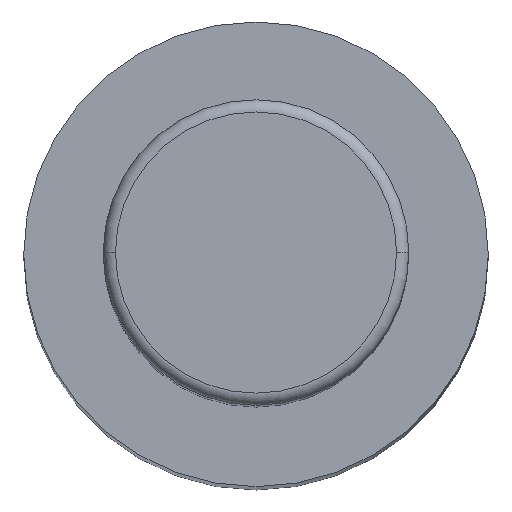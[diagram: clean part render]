
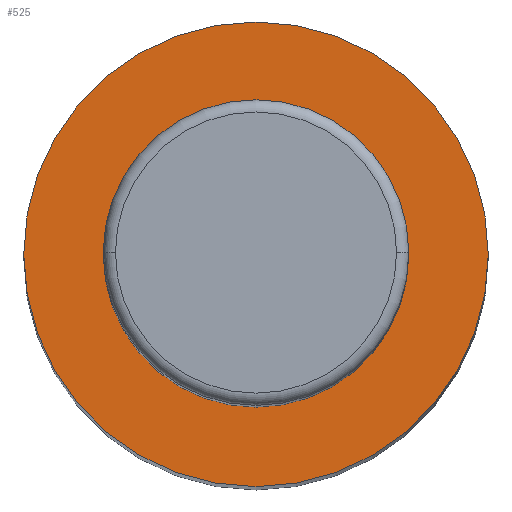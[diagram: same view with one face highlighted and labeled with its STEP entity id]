
A CAD part, top view. The second image highlights one B-rep face of the part: STEP entity #525.
In plain terms, the highlighted planar face has unit normal (0, 0, 1).
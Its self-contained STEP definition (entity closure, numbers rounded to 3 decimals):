
#28 = CARTESIAN_POINT ( 'NONE',  ( 0., 0., 158. ) ) ;
#44 = DIRECTION ( 'NONE',  ( 0., 0., 1. ) ) ;
#50 = EDGE_LOOP ( 'NONE', ( #56, #895 ) ) ;
#55 = CARTESIAN_POINT ( 'NONE',  ( 0., 0., 158. ) ) ;
#56 = ORIENTED_EDGE ( 'NONE', *, *, #278, .T. ) ;
#100 = DIRECTION ( 'NONE',  ( -1., 0., 0. ) ) ;
#130 = DIRECTION ( 'NONE',  ( -1., 0., 0. ) ) ;
#146 = CIRCLE ( 'NONE', #431, 19. ) ;
#164 = CIRCLE ( 'NONE', #677, 12.5 ) ;
#206 = VERTEX_POINT ( 'NONE', #656 ) ;
#257 = ORIENTED_EDGE ( 'NONE', *, *, #608, .F. ) ;
#278 = EDGE_CURVE ( 'NONE', #537, #206, #500, .T. ) ;
#357 = CIRCLE ( 'NONE', #726, 19. ) ;
#359 = DIRECTION ( 'NONE',  ( 0., 0., -1. ) ) ;
#379 = FACE_BOUND ( 'NONE', #50, .T. ) ;
#400 = CARTESIAN_POINT ( 'NONE',  ( 0., 0., 158. ) ) ;
#409 = ORIENTED_EDGE ( 'NONE', *, *, #976, .F. ) ;
#431 = AXIS2_PLACEMENT_3D ( 'NONE', #28, #541, #100 ) ;
#471 = EDGE_LOOP ( 'NONE', ( #409, #257 ) ) ;
#472 = FACE_OUTER_BOUND ( 'NONE', #471, .T. ) ;
#475 = DIRECTION ( 'NONE',  ( -1., 0., 0. ) ) ;
#500 = CIRCLE ( 'NONE', #955, 12.5 ) ;
#525 = ADVANCED_FACE ( 'NONE', ( #379, #472 ), #782, .T. ) ;
#537 = VERTEX_POINT ( 'NONE', #870 ) ;
#541 = DIRECTION ( 'NONE',  ( 0., 0., -1. ) ) ;
#561 = DIRECTION ( 'NONE',  ( 1., 0., 0. ) ) ;
#573 = DIRECTION ( 'NONE',  ( 0., 0., -1. ) ) ;
#608 = EDGE_CURVE ( 'NONE', #873, #783, #357, .T. ) ;
#644 = EDGE_CURVE ( 'NONE', #206, #537, #164, .T. ) ;
#656 = CARTESIAN_POINT ( 'NONE',  ( 12.5, 0., 158. ) ) ;
#677 = AXIS2_PLACEMENT_3D ( 'NONE', #55, #573, #130 ) ;
#701 = CARTESIAN_POINT ( 'NONE',  ( -12.5, 0., 158. ) ) ;
#726 = AXIS2_PLACEMENT_3D ( 'NONE', #787, #359, #876 ) ;
#744 = AXIS2_PLACEMENT_3D ( 'NONE', #701, #44, #561 ) ;
#782 = PLANE ( 'NONE',  #744 ) ;
#783 = VERTEX_POINT ( 'NONE', #899 ) ;
#787 = CARTESIAN_POINT ( 'NONE',  ( 0., 0., 158. ) ) ;
#826 = CARTESIAN_POINT ( 'NONE',  ( 19., 0., 158. ) ) ;
#870 = CARTESIAN_POINT ( 'NONE',  ( -12.5, 0., 158. ) ) ;
#873 = VERTEX_POINT ( 'NONE', #826 ) ;
#876 = DIRECTION ( 'NONE',  ( -1., 0., 0. ) ) ;
#895 = ORIENTED_EDGE ( 'NONE', *, *, #644, .T. ) ;
#899 = CARTESIAN_POINT ( 'NONE',  ( -19., 0., 158. ) ) ;
#919 = DIRECTION ( 'NONE',  ( 0., 0., -1. ) ) ;
#955 = AXIS2_PLACEMENT_3D ( 'NONE', #400, #919, #475 ) ;
#976 = EDGE_CURVE ( 'NONE', #783, #873, #146, .T. ) ;
